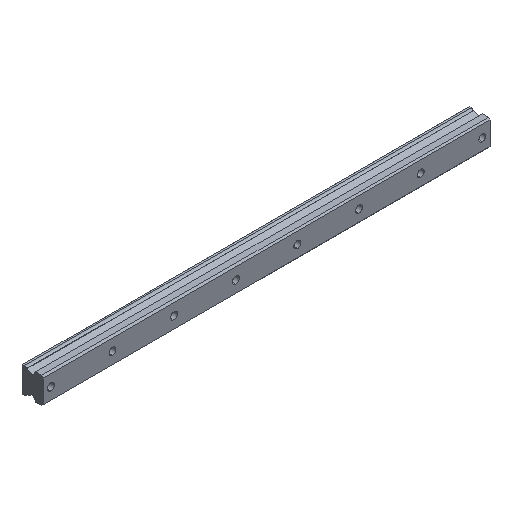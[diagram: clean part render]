
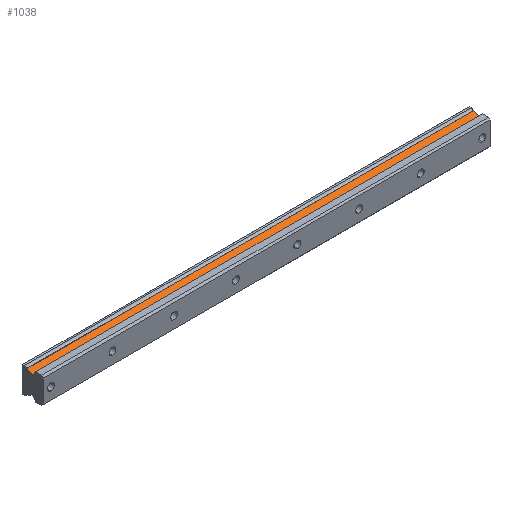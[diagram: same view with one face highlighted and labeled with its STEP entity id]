
A CAD part, isometric view. The second image highlights one B-rep face of the part: STEP entity #1038.
In plain terms, the highlighted planar face has unit normal (0, -0.499, 0.867).
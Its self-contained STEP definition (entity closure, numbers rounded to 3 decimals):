
#39 = VECTOR ( 'NONE', #1190, 1000. ) ;
#43 = DIRECTION ( 'NONE',  ( 1., 0., 0. ) ) ;
#69 = DIRECTION ( 'NONE',  ( 0., 0.867, 0.499 ) ) ;
#72 = ORIENTED_EDGE ( 'NONE', *, *, #873, .F. ) ;
#77 = CARTESIAN_POINT ( 'NONE',  ( 570., 21.02, 15.006 ) ) ;
#101 = PLANE ( 'NONE',  #457 ) ;
#298 = EDGE_CURVE ( 'NONE', #1952, #812, #301, .T. ) ;
#301 = LINE ( 'NONE', #469, #576 ) ;
#446 = CARTESIAN_POINT ( 'NONE',  ( 570., 21.02, 15.006 ) ) ;
#457 = AXIS2_PLACEMENT_3D ( 'NONE', #446, #905, #69 ) ;
#469 = CARTESIAN_POINT ( 'NONE',  ( -10., 21.02, 15.006 ) ) ;
#521 = VECTOR ( 'NONE', #43, 1000. ) ;
#576 = VECTOR ( 'NONE', #1627, 1000. ) ;
#579 = FACE_OUTER_BOUND ( 'NONE', #1736, .T. ) ;
#623 = VERTEX_POINT ( 'NONE', #77 ) ;
#626 = DIRECTION ( 'NONE',  ( 0., -0.867, -0.499 ) ) ;
#719 = EDGE_CURVE ( 'NONE', #623, #1113, #1921, .T. ) ;
#810 = ORIENTED_EDGE ( 'NONE', *, *, #719, .F. ) ;
#812 = VERTEX_POINT ( 'NONE', #976 ) ;
#873 = EDGE_CURVE ( 'NONE', #1113, #812, #1804, .T. ) ;
#905 = DIRECTION ( 'NONE',  ( 0., 0.499, -0.867 ) ) ;
#976 = CARTESIAN_POINT ( 'NONE',  ( -10., 14.475, 11.24 ) ) ;
#1008 = ORIENTED_EDGE ( 'NONE', *, *, #298, .T. ) ;
#1038 = ADVANCED_FACE ( 'NONE', ( #579 ), #101, .F. ) ;
#1088 = VECTOR ( 'NONE', #626, 1000. ) ;
#1113 = VERTEX_POINT ( 'NONE', #2145 ) ;
#1190 = DIRECTION ( 'NONE',  ( -1., 0., 0. ) ) ;
#1217 = CARTESIAN_POINT ( 'NONE',  ( 570., 21.02, 15.006 ) ) ;
#1255 = ORIENTED_EDGE ( 'NONE', *, *, #1456, .F. ) ;
#1456 = EDGE_CURVE ( 'NONE', #1952, #623, #2021, .T. ) ;
#1627 = DIRECTION ( 'NONE',  ( 0., -0.867, -0.499 ) ) ;
#1736 = EDGE_LOOP ( 'NONE', ( #72, #810, #1255, #1008 ) ) ;
#1776 = CARTESIAN_POINT ( 'NONE',  ( 570., 21.02, 15.006 ) ) ;
#1804 = LINE ( 'NONE', #1818, #39 ) ;
#1818 = CARTESIAN_POINT ( 'NONE',  ( 570., 14.475, 11.24 ) ) ;
#1921 = LINE ( 'NONE', #1776, #1088 ) ;
#1952 = VERTEX_POINT ( 'NONE', #1973 ) ;
#1973 = CARTESIAN_POINT ( 'NONE',  ( -10., 21.02, 15.006 ) ) ;
#2021 = LINE ( 'NONE', #1217, #521 ) ;
#2145 = CARTESIAN_POINT ( 'NONE',  ( 570., 14.475, 11.24 ) ) ;
